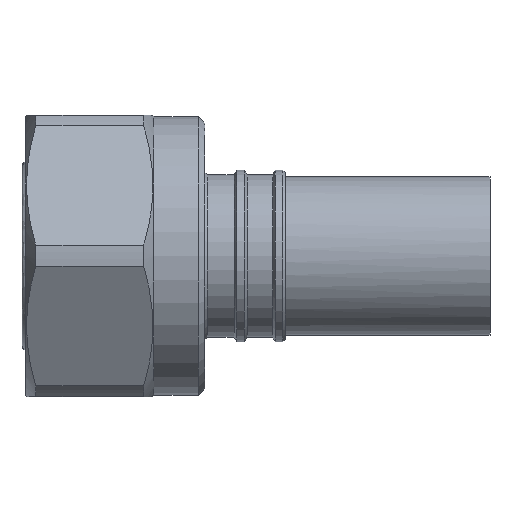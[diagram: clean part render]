
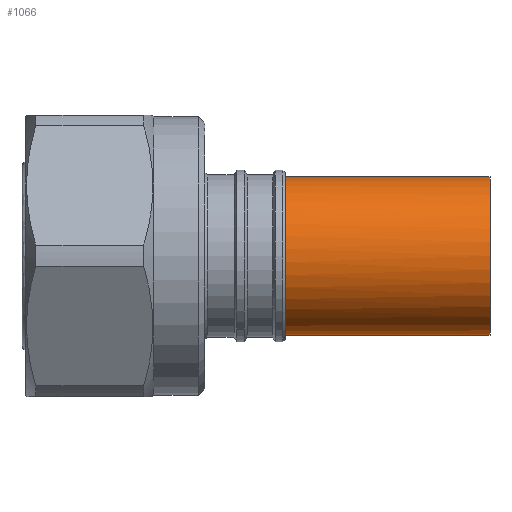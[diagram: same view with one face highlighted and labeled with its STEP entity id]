
A CAD part, top view. The second image highlights one B-rep face of the part: STEP entity #1066.
In plain terms, the highlighted cylindrical face has radius 6.2 mm (diameter 12.4 mm), a partial arc.
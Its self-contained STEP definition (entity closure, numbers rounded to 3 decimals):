
#47 = DIRECTION ( 'NONE',  ( -1., 0., 0. ) ) ;
#73 = ORIENTED_EDGE ( 'NONE', *, *, #2178, .T. ) ;
#321 = VERTEX_POINT ( 'NONE', #3307 ) ;
#527 = DIRECTION ( 'NONE',  ( -1., 0., 0. ) ) ;
#668 = CARTESIAN_POINT ( 'NONE',  ( 36.598, 0., 0. ) ) ;
#684 = ORIENTED_EDGE ( 'NONE', *, *, #2685, .F. ) ;
#756 = AXIS2_PLACEMENT_3D ( 'NONE', #2278, #1721, #2024 ) ;
#766 = EDGE_LOOP ( 'NONE', ( #73, #1368, #1905, #1358, #684 ) ) ;
#807 = LINE ( 'NONE', #3353, #1045 ) ;
#862 = CARTESIAN_POINT ( 'NONE',  ( 36.598, 6.2, 0. ) ) ;
#1045 = VECTOR ( 'NONE', #1804, 1000. ) ;
#1066 = ADVANCED_FACE ( 'NONE', ( #1876 ), #3285, .T. ) ;
#1117 = CIRCLE ( 'NONE', #2225, 6.2 ) ;
#1172 = EDGE_CURVE ( 'NONE', #321, #2088, #1589, .T. ) ;
#1236 = EDGE_CURVE ( 'NONE', #1932, #2088, #3172, .T. ) ;
#1358 = ORIENTED_EDGE ( 'NONE', *, *, #1389, .F. ) ;
#1368 = ORIENTED_EDGE ( 'NONE', *, *, #1236, .T. ) ;
#1389 = EDGE_CURVE ( 'NONE', #2207, #321, #2025, .T. ) ;
#1398 = DIRECTION ( 'NONE',  ( -1., 0., 0. ) ) ;
#1436 = CARTESIAN_POINT ( 'NONE',  ( 20.598, 6.2, 0. ) ) ;
#1466 = CARTESIAN_POINT ( 'NONE',  ( 20.598, -6.2, 0. ) ) ;
#1589 = CIRCLE ( 'NONE', #2510, 6.2 ) ;
#1614 = CARTESIAN_POINT ( 'NONE',  ( 0., 6.2, 0. ) ) ;
#1721 = DIRECTION ( 'NONE',  ( -1., 0., 0. ) ) ;
#1779 = DIRECTION ( 'NONE',  ( 0., -1., 0. ) ) ;
#1780 = VECTOR ( 'NONE', #2873, 1000. ) ;
#1804 = DIRECTION ( 'NONE',  ( -1., 0., 0. ) ) ;
#1876 = FACE_OUTER_BOUND ( 'NONE', #766, .T. ) ;
#1903 = DIRECTION ( 'NONE',  ( 0., -1., 0. ) ) ;
#1905 = ORIENTED_EDGE ( 'NONE', *, *, #1172, .F. ) ;
#1932 = VERTEX_POINT ( 'NONE', #862 ) ;
#1941 = CARTESIAN_POINT ( 'NONE',  ( 36.598, -6.2, 0. ) ) ;
#2002 = AXIS2_PLACEMENT_3D ( 'NONE', #2151, #47, #1903 ) ;
#2024 = DIRECTION ( 'NONE',  ( 0., -1., 0. ) ) ;
#2025 = CIRCLE ( 'NONE', #2002, 6.2 ) ;
#2088 = VERTEX_POINT ( 'NONE', #1436 ) ;
#2151 = CARTESIAN_POINT ( 'NONE',  ( 20.598, 0., 0. ) ) ;
#2178 = EDGE_CURVE ( 'NONE', #3053, #1932, #1117, .T. ) ;
#2207 = VERTEX_POINT ( 'NONE', #1466 ) ;
#2225 = AXIS2_PLACEMENT_3D ( 'NONE', #668, #1398, #2467 ) ;
#2278 = CARTESIAN_POINT ( 'NONE',  ( 0., 0., 0. ) ) ;
#2467 = DIRECTION ( 'NONE',  ( 0., -1., 0. ) ) ;
#2510 = AXIS2_PLACEMENT_3D ( 'NONE', #3081, #527, #1779 ) ;
#2685 = EDGE_CURVE ( 'NONE', #3053, #2207, #807, .T. ) ;
#2873 = DIRECTION ( 'NONE',  ( -1., 0., 0. ) ) ;
#3053 = VERTEX_POINT ( 'NONE', #1941 ) ;
#3081 = CARTESIAN_POINT ( 'NONE',  ( 20.598, 0., 0. ) ) ;
#3172 = LINE ( 'NONE', #1614, #1780 ) ;
#3285 = CYLINDRICAL_SURFACE ( 'NONE', #756, 6.2 ) ;
#3307 = CARTESIAN_POINT ( 'NONE',  ( 20.598, 4.913, 3.782 ) ) ;
#3353 = CARTESIAN_POINT ( 'NONE',  ( 0., -6.2, 0. ) ) ;
